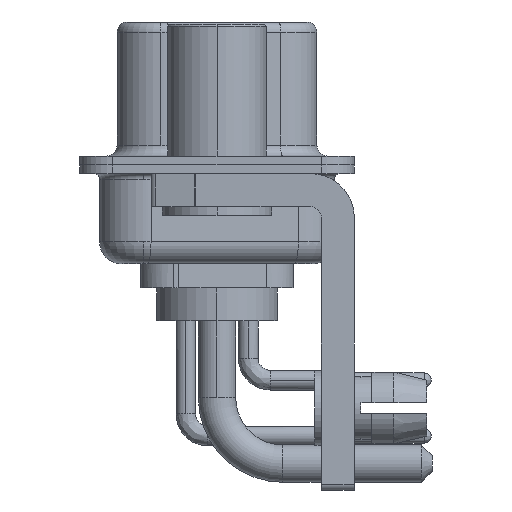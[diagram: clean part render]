
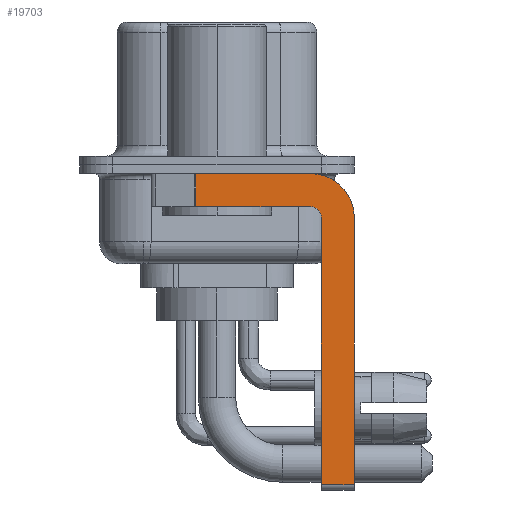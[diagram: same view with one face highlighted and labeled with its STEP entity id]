
A CAD part, left-side view. The second image highlights one B-rep face of the part: STEP entity #19703.
In plain terms, the highlighted planar face has unit normal (-1, 0, 0).
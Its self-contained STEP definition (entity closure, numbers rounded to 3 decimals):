
#610 = VECTOR ( 'NONE', #14247, 1000. ) ;
#1764 = DIRECTION ( 'NONE',  ( 0., 0., -1. ) ) ;
#2063 = VERTEX_POINT ( 'NONE', #3516 ) ;
#2222 = DIRECTION ( 'NONE',  ( 1., 0., 0. ) ) ;
#3079 = CIRCLE ( 'NONE', #20075, 2. ) ;
#3516 = CARTESIAN_POINT ( 'NONE',  ( -2.9, 0.978, -0.4 ) ) ;
#3669 = CARTESIAN_POINT ( 'NONE',  ( -2.9, -4.25, -1.9 ) ) ;
#3732 = ORIENTED_EDGE ( 'NONE', *, *, #11276, .F. ) ;
#4170 = AXIS2_PLACEMENT_3D ( 'NONE', #4840, #9985, #19388 ) ;
#4368 = ORIENTED_EDGE ( 'NONE', *, *, #14337, .F. ) ;
#4502 = ORIENTED_EDGE ( 'NONE', *, *, #21002, .F. ) ;
#4840 = CARTESIAN_POINT ( 'NONE',  ( -2.9, -4.25, -2.4 ) ) ;
#6296 = CARTESIAN_POINT ( 'NONE',  ( -2.9, -4.25, -0.4 ) ) ;
#6950 = EDGE_CURVE ( 'NONE', #13294, #11697, #25518, .T. ) ;
#8255 = CARTESIAN_POINT ( 'NONE',  ( -2.9, -6.25, -2.4 ) ) ;
#8508 = EDGE_CURVE ( 'NONE', #2063, #27886, #30090, .T. ) ;
#8674 = CARTESIAN_POINT ( 'NONE',  ( -2.9, 0.978, -1.9 ) ) ;
#8846 = ORIENTED_EDGE ( 'NONE', *, *, #27832, .F. ) ;
#9985 = DIRECTION ( 'NONE',  ( -1., 0., 0. ) ) ;
#10184 = VECTOR ( 'NONE', #25275, 1000. ) ;
#10320 = VERTEX_POINT ( 'NONE', #6296 ) ;
#11276 = EDGE_CURVE ( 'NONE', #2063, #10320, #18196, .T. ) ;
#11697 = VERTEX_POINT ( 'NONE', #22555 ) ;
#11904 = CARTESIAN_POINT ( 'NONE',  ( -2.9, 0.978, -1.9 ) ) ;
#12742 = EDGE_CURVE ( 'NONE', #13294, #29637, #19753, .T. ) ;
#12954 = EDGE_LOOP ( 'NONE', ( #3732, #13702, #4502, #4368, #21311, #24963, #8846, #23267 ) ) ;
#13294 = VERTEX_POINT ( 'NONE', #19254 ) ;
#13640 = DIRECTION ( 'NONE',  ( 0., -1., 0. ) ) ;
#13702 = ORIENTED_EDGE ( 'NONE', *, *, #8508, .T. ) ;
#13884 = VECTOR ( 'NONE', #27120, 1000. ) ;
#13926 = CARTESIAN_POINT ( 'NONE',  ( -2.9, -6.25, -2.4 ) ) ;
#14247 = DIRECTION ( 'NONE',  ( 0., 0., -1. ) ) ;
#14337 = EDGE_CURVE ( 'NONE', #29637, #19637, #27630, .T. ) ;
#15071 = VECTOR ( 'NONE', #13640, 1000. ) ;
#15550 = CARTESIAN_POINT ( 'NONE',  ( -2.9, -4.25, -1.9 ) ) ;
#15661 = VECTOR ( 'NONE', #19130, 1000. ) ;
#15962 = CARTESIAN_POINT ( 'NONE',  ( -2.9, -4.25, -14.55 ) ) ;
#15980 = VECTOR ( 'NONE', #21120, 1000. ) ;
#15989 = CARTESIAN_POINT ( 'NONE',  ( -2.9, 3., -0.4 ) ) ;
#16780 = CARTESIAN_POINT ( 'NONE',  ( -2.9, -4.75, -14.8 ) ) ;
#17591 = LINE ( 'NONE', #15550, #13884 ) ;
#17887 = CARTESIAN_POINT ( 'NONE',  ( -2.9, -4.25, -2.4 ) ) ;
#18196 = LINE ( 'NONE', #15989, #15071 ) ;
#18358 = FACE_OUTER_BOUND ( 'NONE', #12954, .T. ) ;
#19130 = DIRECTION ( 'NONE',  ( 0., 0., 1. ) ) ;
#19254 = CARTESIAN_POINT ( 'NONE',  ( -2.9, -4.75, -14.55 ) ) ;
#19388 = DIRECTION ( 'NONE',  ( 0., 0., 1. ) ) ;
#19637 = VERTEX_POINT ( 'NONE', #3669 ) ;
#19703 = ADVANCED_FACE ( 'NONE', ( #18358 ), #23064, .F. ) ;
#19753 = LINE ( 'NONE', #16780, #15661 ) ;
#20075 = AXIS2_PLACEMENT_3D ( 'NONE', #17887, #30052, #29752 ) ;
#21002 = EDGE_CURVE ( 'NONE', #19637, #27886, #17591, .T. ) ;
#21120 = DIRECTION ( 'NONE',  ( 0., -1., 0. ) ) ;
#21311 = ORIENTED_EDGE ( 'NONE', *, *, #12742, .F. ) ;
#21836 = AXIS2_PLACEMENT_3D ( 'NONE', #23679, #2222, #1764 ) ;
#22459 = CARTESIAN_POINT ( 'NONE',  ( -2.9, -4.75, -2.4 ) ) ;
#22555 = CARTESIAN_POINT ( 'NONE',  ( -2.9, -6.25, -14.55 ) ) ;
#23064 = PLANE ( 'NONE',  #21836 ) ;
#23267 = ORIENTED_EDGE ( 'NONE', *, *, #27680, .F. ) ;
#23679 = CARTESIAN_POINT ( 'NONE',  ( -2.9, -4.25, -2.4 ) ) ;
#24963 = ORIENTED_EDGE ( 'NONE', *, *, #6950, .T. ) ;
#25275 = DIRECTION ( 'NONE',  ( 0., 0., -1. ) ) ;
#25518 = LINE ( 'NONE', #15962, #15980 ) ;
#26700 = VERTEX_POINT ( 'NONE', #8255 ) ;
#27120 = DIRECTION ( 'NONE',  ( 0., 1., 0. ) ) ;
#27630 = CIRCLE ( 'NONE', #4170, 0.5 ) ;
#27680 = EDGE_CURVE ( 'NONE', #10320, #26700, #3079, .T. ) ;
#27832 = EDGE_CURVE ( 'NONE', #26700, #11697, #30815, .T. ) ;
#27886 = VERTEX_POINT ( 'NONE', #11904 ) ;
#29637 = VERTEX_POINT ( 'NONE', #22459 ) ;
#29752 = DIRECTION ( 'NONE',  ( 0., 0., -1. ) ) ;
#30052 = DIRECTION ( 'NONE',  ( 1., 0., 0. ) ) ;
#30090 = LINE ( 'NONE', #8674, #10184 ) ;
#30815 = LINE ( 'NONE', #13926, #610 ) ;
